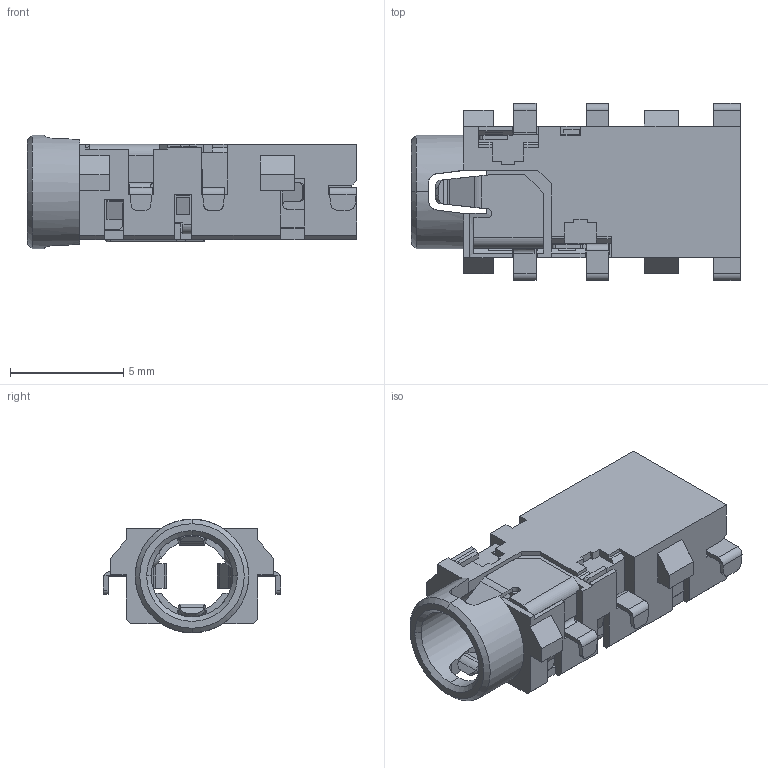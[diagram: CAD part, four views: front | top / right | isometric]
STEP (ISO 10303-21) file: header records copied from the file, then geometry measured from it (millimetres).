
FILE_DESCRIPTION (( 'STEP AP214' ), '1' );
FILE_NAME ('CUI_DEVICES_SJ2-35355A-SMT-TR.step', '2019-10-20T22:59:35', ( '' ), ( '' ), 'SwSTEP 2.0', 'SolidWorks 2019', '' );
FILE_SCHEMA (( 'AUTOMOTIVE_DESIGN' ));
Length unit declared in the file: inch
Products named in the file (1): CUI_DEVICES_SJ2-35355A-SMT-TR
Bounding box: 14.5 x 7.8 x 5 mm (x, y, z)
Volume: 186.3 mm3; surface area: 708.2 mm2
Topology: 3 solids, 3 shells, 624 faces, 1809 edges, 1185 vertices
Faces by surface type: plane 458, cylinder 145, torus 12, cone 5, sphere 3, bspline 1
Entity records: 23674 total; most frequent: CARTESIAN_POINT 4296, ORIENTED_EDGE 3610, DIRECTION 3187, EDGE_CURVE 1805, LINE 1395, VECTOR 1395, VERTEX_POINT 1183, AXIS2_PLACEMENT_3D 896
